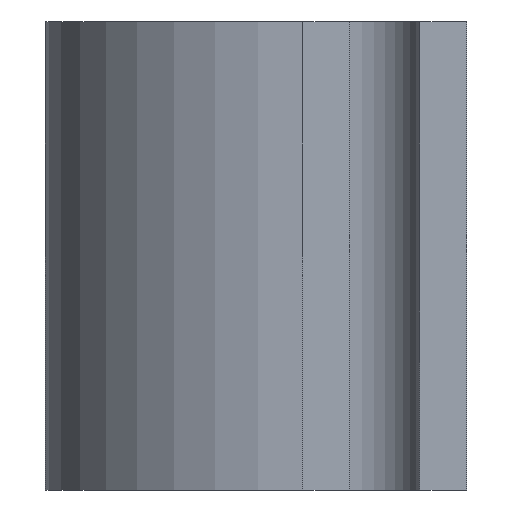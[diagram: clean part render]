
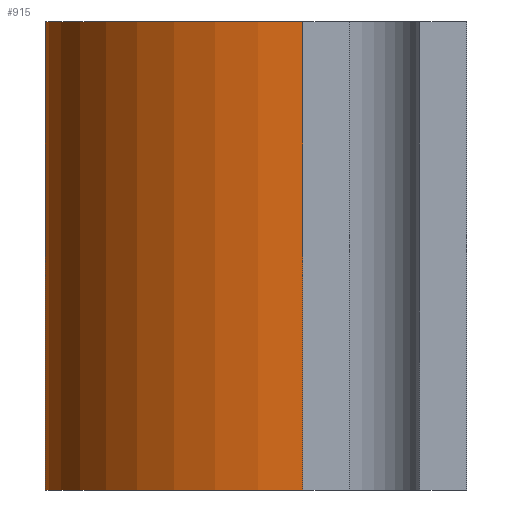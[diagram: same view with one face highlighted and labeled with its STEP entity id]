
A CAD part, left-side view. The second image highlights one B-rep face of the part: STEP entity #915.
In plain terms, the highlighted cylindrical face has radius 5.5 mm (diameter 11 mm), a partial arc.
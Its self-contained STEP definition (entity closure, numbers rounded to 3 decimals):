
#55 = VECTOR ( 'NONE', #548, 1000. ) ;
#72 = AXIS2_PLACEMENT_3D ( 'NONE', #1009, #192, #1005 ) ;
#93 = CIRCLE ( 'NONE', #553, 5.5 ) ;
#132 = AXIS2_PLACEMENT_3D ( 'NONE', #218, #705, #540 ) ;
#142 = DIRECTION ( 'NONE',  ( 0., 0., -1. ) ) ;
#192 = DIRECTION ( 'NONE',  ( 0., 0., -1. ) ) ;
#195 = CARTESIAN_POINT ( 'NONE',  ( -5.5, 3.5, -5. ) ) ;
#202 = ORIENTED_EDGE ( 'NONE', *, *, #569, .T. ) ;
#218 = CARTESIAN_POINT ( 'NONE',  ( 0., 3.5, 5. ) ) ;
#306 = CARTESIAN_POINT ( 'NONE',  ( 5.5, 3.5, 5. ) ) ;
#365 = DIRECTION ( 'NONE',  ( 0., 0., -1. ) ) ;
#390 = CARTESIAN_POINT ( 'NONE',  ( 5.5, 3.5, -5. ) ) ;
#410 = CARTESIAN_POINT ( 'NONE',  ( -5.5, 3.5, 5. ) ) ;
#419 = LINE ( 'NONE', #473, #55 ) ;
#446 = DIRECTION ( 'NONE',  ( 1., 0., 0. ) ) ;
#473 = CARTESIAN_POINT ( 'NONE',  ( -5.5, 3.5, 5. ) ) ;
#540 = DIRECTION ( 'NONE',  ( -1., 0., 0. ) ) ;
#548 = DIRECTION ( 'NONE',  ( 0., 0., -1. ) ) ;
#553 = AXIS2_PLACEMENT_3D ( 'NONE', #672, #365, #446 ) ;
#556 = CYLINDRICAL_SURFACE ( 'NONE', #132, 5.5 ) ;
#569 = EDGE_CURVE ( 'NONE', #1025, #1054, #93, .T. ) ;
#628 = ORIENTED_EDGE ( 'NONE', *, *, #736, .T. ) ;
#645 = VERTEX_POINT ( 'NONE', #195 ) ;
#666 = CARTESIAN_POINT ( 'NONE',  ( 5.5, 3.5, 5. ) ) ;
#672 = CARTESIAN_POINT ( 'NONE',  ( 0., 3.5, 5. ) ) ;
#699 = ORIENTED_EDGE ( 'NONE', *, *, #890, .F. ) ;
#705 = DIRECTION ( 'NONE',  ( 0., 0., -1. ) ) ;
#736 = EDGE_CURVE ( 'NONE', #1054, #843, #986, .T. ) ;
#765 = VECTOR ( 'NONE', #142, 1000. ) ;
#767 = EDGE_LOOP ( 'NONE', ( #801, #699, #202, #628 ) ) ;
#779 = CIRCLE ( 'NONE', #72, 5.5 ) ;
#801 = ORIENTED_EDGE ( 'NONE', *, *, #951, .F. ) ;
#804 = FACE_OUTER_BOUND ( 'NONE', #767, .T. ) ;
#843 = VERTEX_POINT ( 'NONE', #390 ) ;
#890 = EDGE_CURVE ( 'NONE', #1025, #645, #419, .T. ) ;
#915 = ADVANCED_FACE ( 'NONE', ( #804 ), #556, .T. ) ;
#951 = EDGE_CURVE ( 'NONE', #645, #843, #779, .T. ) ;
#986 = LINE ( 'NONE', #306, #765 ) ;
#1005 = DIRECTION ( 'NONE',  ( 1., 0., 0. ) ) ;
#1009 = CARTESIAN_POINT ( 'NONE',  ( 0., 3.5, -5. ) ) ;
#1025 = VERTEX_POINT ( 'NONE', #410 ) ;
#1054 = VERTEX_POINT ( 'NONE', #666 ) ;
